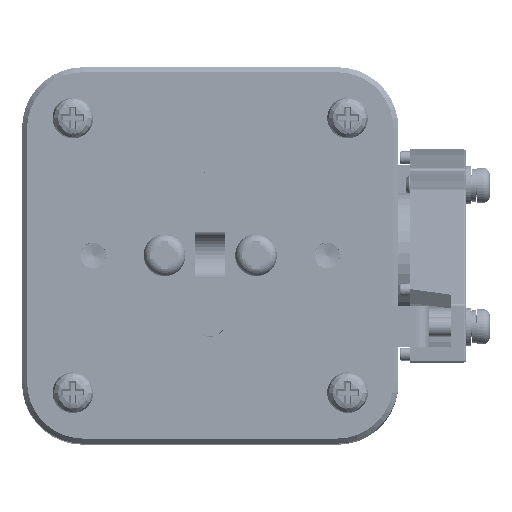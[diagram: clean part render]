
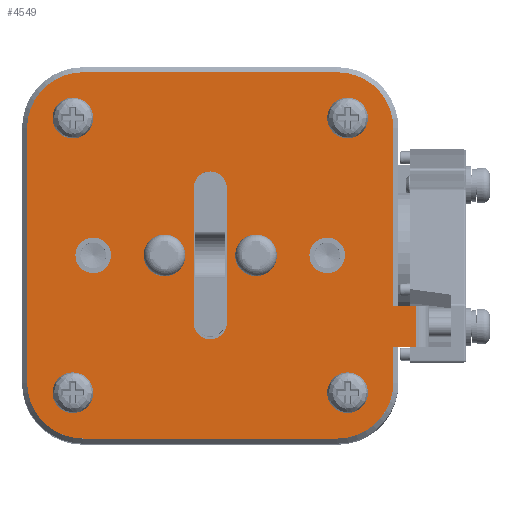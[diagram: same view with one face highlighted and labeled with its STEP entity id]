
A CAD part, top view. The second image highlights one B-rep face of the part: STEP entity #4549.
In plain terms, the highlighted planar face has unit normal (0, 0, 1).
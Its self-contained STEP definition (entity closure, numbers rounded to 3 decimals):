
#1868=FACE_BOUND('',#11648,.T.);
#1869=FACE_BOUND('',#11649,.T.);
#1870=FACE_BOUND('',#11650,.T.);
#1871=FACE_BOUND('',#11651,.T.);
#1872=FACE_BOUND('',#11652,.T.);
#1873=FACE_BOUND('',#11653,.T.);
#1874=FACE_BOUND('',#11654,.T.);
#1875=FACE_BOUND('',#11655,.T.);
#1876=FACE_BOUND('',#11656,.T.);
#1877=FACE_BOUND('',#11657,.T.);
#4549=ADVANCED_FACE('',(#1868,#1869,#1870,#1871,#1872,#1873,#1874,#1875,
#1876,#1877),#7657,.F.);
#7657=PLANE('',#59572);
#11648=EDGE_LOOP('',(#19713));
#11649=EDGE_LOOP('',(#19714));
#11650=EDGE_LOOP('',(#19715));
#11651=EDGE_LOOP('',(#19716));
#11652=EDGE_LOOP('',(#19717,#19718,#19719,#19720,#19721,#19722,#19723,#19724,
#19725,#19726,#19727,#19728));
#11653=EDGE_LOOP('',(#19729));
#11654=EDGE_LOOP('',(#19730));
#11655=EDGE_LOOP('',(#19731));
#11656=EDGE_LOOP('',(#19732));
#11657=EDGE_LOOP('',(#19733,#19734,#19735,#19736));
#16004=CIRCLE('',#59558,2.875);
#16005=CIRCLE('',#59559,2.875);
#16006=CIRCLE('',#59560,2.75);
#16007=CIRCLE('',#59561,2.75);
#16008=CIRCLE('',#59562,11.);
#16009=CIRCLE('',#59563,11.);
#16010=CIRCLE('',#59564,11.);
#16011=CIRCLE('',#59565,11.);
#16012=CIRCLE('',#59566,2.75);
#16013=CIRCLE('',#59567,2.75);
#16014=CIRCLE('',#59568,2.75);
#16015=CIRCLE('',#59569,2.75);
#16016=CIRCLE('',#59570,3.25);
#16017=CIRCLE('',#59571,3.25);
#19713=ORIENTED_EDGE('',*,*,#41717,.F.);
#19714=ORIENTED_EDGE('',*,*,#41718,.F.);
#19715=ORIENTED_EDGE('',*,*,#41719,.F.);
#19716=ORIENTED_EDGE('',*,*,#41720,.F.);
#19717=ORIENTED_EDGE('',*,*,#41721,.F.);
#19718=ORIENTED_EDGE('',*,*,#41722,.T.);
#19719=ORIENTED_EDGE('',*,*,#41723,.F.);
#19720=ORIENTED_EDGE('',*,*,#41724,.F.);
#19721=ORIENTED_EDGE('',*,*,#41725,.T.);
#19722=ORIENTED_EDGE('',*,*,#41726,.T.);
#19723=ORIENTED_EDGE('',*,*,#41727,.F.);
#19724=ORIENTED_EDGE('',*,*,#41728,.T.);
#19725=ORIENTED_EDGE('',*,*,#41729,.F.);
#19726=ORIENTED_EDGE('',*,*,#41730,.T.);
#19727=ORIENTED_EDGE('',*,*,#41731,.F.);
#19728=ORIENTED_EDGE('',*,*,#41732,.T.);
#19729=ORIENTED_EDGE('',*,*,#41733,.F.);
#19730=ORIENTED_EDGE('',*,*,#41734,.F.);
#19731=ORIENTED_EDGE('',*,*,#41735,.F.);
#19732=ORIENTED_EDGE('',*,*,#41736,.F.);
#19733=ORIENTED_EDGE('',*,*,#41737,.T.);
#19734=ORIENTED_EDGE('',*,*,#41738,.F.);
#19735=ORIENTED_EDGE('',*,*,#41739,.T.);
#19736=ORIENTED_EDGE('',*,*,#41740,.F.);
#35780=VERTEX_POINT('',#103269);
#35781=VERTEX_POINT('',#103271);
#35782=VERTEX_POINT('',#103273);
#35783=VERTEX_POINT('',#103275);
#35784=VERTEX_POINT('',#103277);
#35785=VERTEX_POINT('',#103278);
#35786=VERTEX_POINT('',#103280);
#35787=VERTEX_POINT('',#103282);
#35788=VERTEX_POINT('',#103284);
#35789=VERTEX_POINT('',#103286);
#35790=VERTEX_POINT('',#103288);
#35791=VERTEX_POINT('',#103290);
#35792=VERTEX_POINT('',#103292);
#35793=VERTEX_POINT('',#103294);
#35794=VERTEX_POINT('',#103296);
#35795=VERTEX_POINT('',#103298);
#35796=VERTEX_POINT('',#103301);
#35797=VERTEX_POINT('',#103303);
#35798=VERTEX_POINT('',#103305);
#35799=VERTEX_POINT('',#103307);
#35800=VERTEX_POINT('',#103309);
#35801=VERTEX_POINT('',#103310);
#35802=VERTEX_POINT('',#103312);
#35803=VERTEX_POINT('',#103314);
#41717=EDGE_CURVE('',#35780,#35780,#16004,.T.);
#41718=EDGE_CURVE('',#35781,#35781,#16005,.T.);
#41719=EDGE_CURVE('',#35782,#35782,#16006,.T.);
#41720=EDGE_CURVE('',#35783,#35783,#16007,.T.);
#41721=EDGE_CURVE('',#35784,#35785,#49809,.T.);
#41722=EDGE_CURVE('',#35784,#35786,#16008,.T.);
#41723=EDGE_CURVE('',#35787,#35786,#49810,.T.);
#41724=EDGE_CURVE('',#35788,#35787,#49811,.T.);
#41725=EDGE_CURVE('',#35788,#35789,#49812,.T.);
#41726=EDGE_CURVE('',#35789,#35790,#49813,.T.);
#41727=EDGE_CURVE('',#35791,#35790,#49814,.T.);
#41728=EDGE_CURVE('',#35791,#35792,#16009,.T.);
#41729=EDGE_CURVE('',#35793,#35792,#49815,.T.);
#41730=EDGE_CURVE('',#35793,#35794,#16010,.T.);
#41731=EDGE_CURVE('',#35795,#35794,#49816,.T.);
#41732=EDGE_CURVE('',#35795,#35785,#16011,.T.);
#41733=EDGE_CURVE('',#35796,#35796,#16012,.T.);
#41734=EDGE_CURVE('',#35797,#35797,#16013,.T.);
#41735=EDGE_CURVE('',#35798,#35798,#16014,.T.);
#41736=EDGE_CURVE('',#35799,#35799,#16015,.T.);
#41737=EDGE_CURVE('',#35800,#35801,#16016,.T.);
#41738=EDGE_CURVE('',#35802,#35801,#49817,.T.);
#41739=EDGE_CURVE('',#35802,#35803,#16017,.T.);
#41740=EDGE_CURVE('',#35800,#35803,#49818,.T.);
#49809=LINE('',#103276,#54681);
#49810=LINE('',#103281,#54682);
#49811=LINE('',#103283,#54683);
#49812=LINE('',#103285,#54684);
#49813=LINE('',#103287,#54685);
#49814=LINE('',#103289,#54686);
#49815=LINE('',#103293,#54687);
#49816=LINE('',#103297,#54688);
#49817=LINE('',#103311,#54689);
#49818=LINE('',#103315,#54690);
#54681=VECTOR('',#66076,1.);
#54682=VECTOR('',#66079,1.);
#54683=VECTOR('',#66080,1.);
#54684=VECTOR('',#66081,1.);
#54685=VECTOR('',#66082,1.);
#54686=VECTOR('',#66083,1.);
#54687=VECTOR('',#66086,1.);
#54688=VECTOR('',#66089,1.);
#54689=VECTOR('',#66102,1.);
#54690=VECTOR('',#66105,1.);
#59558=AXIS2_PLACEMENT_3D('',#103268,#66068,#66069);
#59559=AXIS2_PLACEMENT_3D('',#103270,#66070,#66071);
#59560=AXIS2_PLACEMENT_3D('',#103272,#66072,#66073);
#59561=AXIS2_PLACEMENT_3D('',#103274,#66074,#66075);
#59562=AXIS2_PLACEMENT_3D('',#103279,#66077,#66078);
#59563=AXIS2_PLACEMENT_3D('',#103291,#66084,#66085);
#59564=AXIS2_PLACEMENT_3D('',#103295,#66087,#66088);
#59565=AXIS2_PLACEMENT_3D('',#103299,#66090,#66091);
#59566=AXIS2_PLACEMENT_3D('',#103300,#66092,#66093);
#59567=AXIS2_PLACEMENT_3D('',#103302,#66094,#66095);
#59568=AXIS2_PLACEMENT_3D('',#103304,#66096,#66097);
#59569=AXIS2_PLACEMENT_3D('',#103306,#66098,#66099);
#59570=AXIS2_PLACEMENT_3D('',#103308,#66100,#66101);
#59571=AXIS2_PLACEMENT_3D('',#103313,#66103,#66104);
#59572=AXIS2_PLACEMENT_3D('',#103316,#66106,#66107);
#66068=DIRECTION('',(0.,0.,1.));
#66069=DIRECTION('',(-1.,0.,0.));
#66070=DIRECTION('',(0.,0.,1.));
#66071=DIRECTION('',(-1.,0.,0.));
#66072=DIRECTION('',(0.,0.,1.));
#66073=DIRECTION('',(-1.,0.,0.));
#66074=DIRECTION('',(0.,0.,1.));
#66075=DIRECTION('',(-1.,0.,0.));
#66076=DIRECTION('',(-1.,0.,0.));
#66077=DIRECTION('',(0.,0.,1.));
#66078=DIRECTION('',(1.,0.,0.));
#66079=DIRECTION('',(0.,-1.,0.));
#66080=DIRECTION('',(-1.,0.,0.));
#66081=DIRECTION('',(0.,1.,0.));
#66082=DIRECTION('',(-1.,0.,0.));
#66083=DIRECTION('',(0.,-1.,0.));
#66084=DIRECTION('',(0.,0.,1.));
#66085=DIRECTION('',(1.,0.,0.));
#66086=DIRECTION('',(1.,0.,0.));
#66087=DIRECTION('',(0.,0.,1.));
#66088=DIRECTION('',(1.,0.,0.));
#66089=DIRECTION('',(0.,1.,0.));
#66090=DIRECTION('',(0.,0.,1.));
#66091=DIRECTION('',(1.,0.,0.));
#66092=DIRECTION('',(0.,0.,1.));
#66093=DIRECTION('',(-1.,0.,0.));
#66094=DIRECTION('',(0.,0.,1.));
#66095=DIRECTION('',(-1.,0.,0.));
#66096=DIRECTION('',(0.,0.,1.));
#66097=DIRECTION('',(-1.,0.,0.));
#66098=DIRECTION('',(0.,0.,1.));
#66099=DIRECTION('',(-1.,0.,0.));
#66100=DIRECTION('',(0.,0.,-1.));
#66101=DIRECTION('',(1.,0.,0.));
#66102=DIRECTION('',(0.,1.,0.));
#66103=DIRECTION('',(0.,0.,-1.));
#66104=DIRECTION('',(1.,0.,0.));
#66105=DIRECTION('',(0.,-1.,0.));
#66106=DIRECTION('',(0.,0.,-1.));
#66107=DIRECTION('',(1.,0.,0.));
#103268=CARTESIAN_POINT('',(-55.033,145.288,46.));
#103269=CARTESIAN_POINT('',(-57.908,145.288,46.));
#103270=CARTESIAN_POINT('',(-101.033,145.288,46.));
#103271=CARTESIAN_POINT('',(-103.908,145.288,46.));
#103272=CARTESIAN_POINT('',(-69.033,145.288,46.));
#103273=CARTESIAN_POINT('',(-71.783,145.288,46.));
#103274=CARTESIAN_POINT('',(-87.033,145.288,46.));
#103275=CARTESIAN_POINT('',(-89.783,145.288,46.));
#103276=CARTESIAN_POINT('',(-42.033,109.288,46.));
#103277=CARTESIAN_POINT('',(-53.033,109.288,46.));
#103278=CARTESIAN_POINT('',(-103.033,109.288,46.));
#103279=CARTESIAN_POINT('',(-53.033,120.288,46.));
#103280=CARTESIAN_POINT('',(-42.033,120.288,46.));
#103281=CARTESIAN_POINT('',(-42.033,181.288,46.));
#103282=CARTESIAN_POINT('',(-42.033,127.288,46.));
#103283=CARTESIAN_POINT('',(-37.533,127.288,46.));
#103284=CARTESIAN_POINT('',(-37.533,127.288,46.));
#103285=CARTESIAN_POINT('',(-37.533,127.288,46.));
#103286=CARTESIAN_POINT('',(-37.533,135.288,46.));
#103287=CARTESIAN_POINT('',(-37.533,135.288,46.));
#103288=CARTESIAN_POINT('',(-42.033,135.288,46.));
#103289=CARTESIAN_POINT('',(-42.033,181.288,46.));
#103290=CARTESIAN_POINT('',(-42.033,170.288,46.));
#103291=CARTESIAN_POINT('',(-53.033,170.288,46.));
#103292=CARTESIAN_POINT('',(-53.033,181.288,46.));
#103293=CARTESIAN_POINT('',(-114.033,181.288,46.));
#103294=CARTESIAN_POINT('',(-103.033,181.288,46.));
#103295=CARTESIAN_POINT('',(-103.033,170.288,46.));
#103296=CARTESIAN_POINT('',(-114.033,170.288,46.));
#103297=CARTESIAN_POINT('',(-114.033,109.288,46.));
#103298=CARTESIAN_POINT('',(-114.033,120.288,46.));
#103299=CARTESIAN_POINT('',(-103.033,120.288,46.));
#103300=CARTESIAN_POINT('',(-51.033,172.288,46.));
#103301=CARTESIAN_POINT('',(-53.783,172.288,46.));
#103302=CARTESIAN_POINT('',(-105.033,172.288,46.));
#103303=CARTESIAN_POINT('',(-107.783,172.288,46.));
#103304=CARTESIAN_POINT('',(-105.033,118.288,46.));
#103305=CARTESIAN_POINT('',(-107.783,118.288,46.));
#103306=CARTESIAN_POINT('',(-51.033,118.288,46.));
#103307=CARTESIAN_POINT('',(-53.783,118.288,46.));
#103308=CARTESIAN_POINT('',(-78.033,158.538,46.));
#103309=CARTESIAN_POINT('',(-81.283,158.538,46.));
#103310=CARTESIAN_POINT('',(-74.783,158.538,46.));
#103311=CARTESIAN_POINT('',(-74.783,128.788,46.));
#103312=CARTESIAN_POINT('',(-74.783,132.038,46.));
#103313=CARTESIAN_POINT('',(-78.033,132.038,46.));
#103314=CARTESIAN_POINT('',(-81.283,132.038,46.));
#103315=CARTESIAN_POINT('',(-81.283,161.788,46.));
#103316=CARTESIAN_POINT('',(-114.033,181.288,46.));
